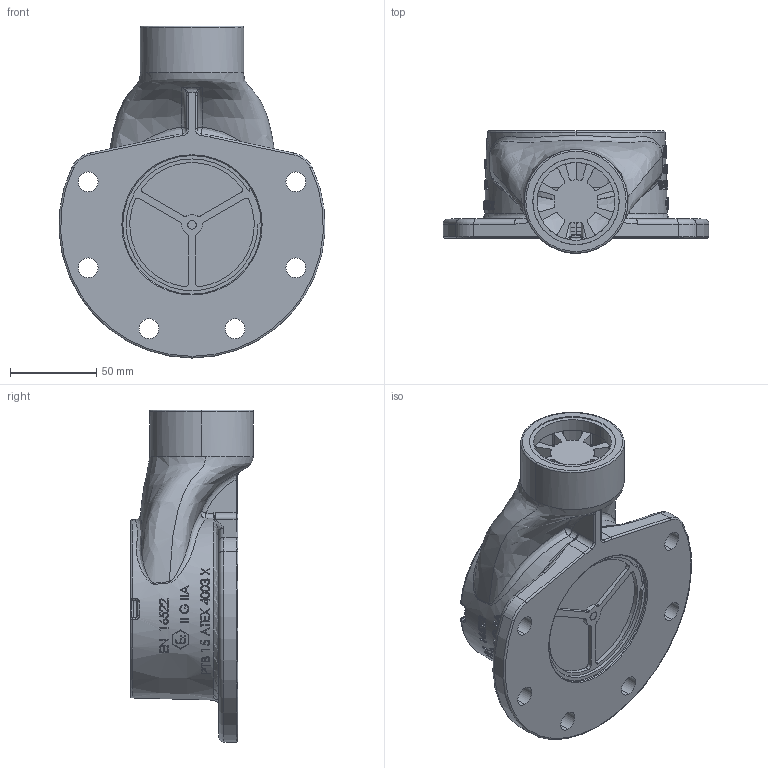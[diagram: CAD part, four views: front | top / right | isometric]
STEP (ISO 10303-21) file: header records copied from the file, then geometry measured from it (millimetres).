
FILE_DESCRIPTION (( 'STEP AP214' ), '1' );
FILE_NAME ('DBG3-2_251653.STEP', '2015-05-18T06:58:37', ( 'Admin1' ), ( '' ), 'SwSTEP 2.0', 'SolidWorks 2014', '' );
FILE_SCHEMA (( 'AUTOMOTIVE_DESIGN' ));
Length unit declared in the file: millimetre
Products named in the file (1): DBG3-2_251653
Bounding box: 153.74 x 71 x 192 mm (x, y, z)
Surface area: 90730.7 mm2 (no closed solid volume)
Topology: 0 solids, 12 shells, 913 faces, 2829 edges, 1896 vertices
Faces by surface type: plane 383, bspline 253, cylinder 153, cone 97, torus 19, sphere 8
Entity records: 57891 total; most frequent: CARTESIAN_POINT 27091, ORIENTED_EDGE 4952, DIRECTION 2985, EDGE_CURVE 2825, VERTEX_POINT 1896, EDGE_LOOP 1032, AXIS2_PLACEMENT_3D 1013, VECTOR 959
